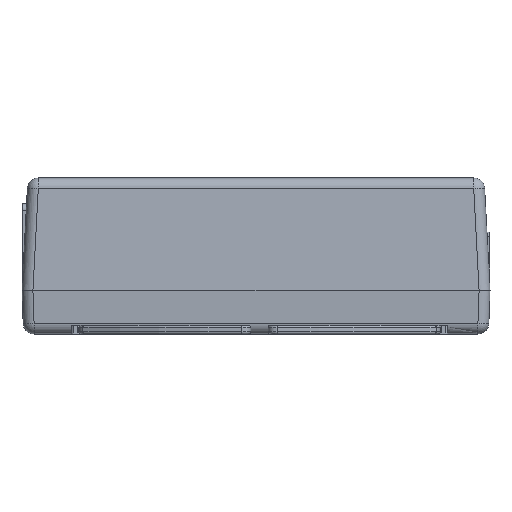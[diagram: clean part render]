
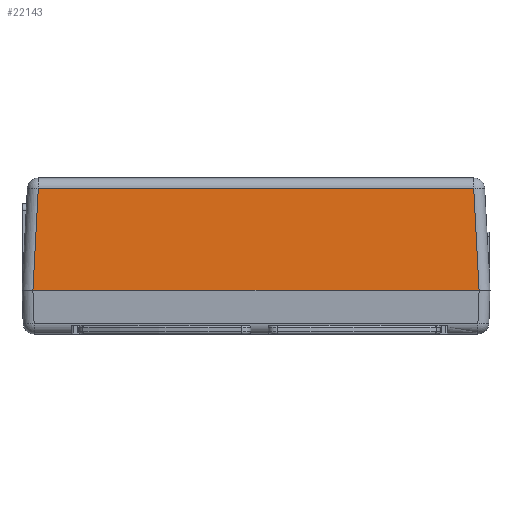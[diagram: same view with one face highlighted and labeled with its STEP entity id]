
A CAD part, front view. The second image highlights one B-rep face of the part: STEP entity #22143.
In plain terms, the highlighted planar face has unit normal (0, -0.999, 0.052).
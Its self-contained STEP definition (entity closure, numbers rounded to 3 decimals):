
#2043=DIRECTION('',(1.,0.,0.));
#2044=VECTOR('',#2043,102.007);
#2045=CARTESIAN_POINT('',(-47.803,-27.5,10.));
#2046=LINE('',#2045,#2044);
#2050=DIRECTION('',(-0.052,-0.052,-0.997));
#2051=VECTOR('',#2050,23.395);
#2052=CARTESIAN_POINT('',(-46.581,-26.277,
33.331));
#2053=LINE('',#2052,#2051);
#2057=DIRECTION('',(1.,0.,0.));
#2058=VECTOR('',#2057,99.561);
#2059=CARTESIAN_POINT('',(-46.581,-26.277,
33.331));
#2060=LINE('',#2059,#2058);
#2064=DIRECTION('',(0.052,-0.052,-0.997));
#2065=VECTOR('',#2064,23.395);
#2066=CARTESIAN_POINT('',(52.981,-26.277,33.331));
#2067=LINE('',#2066,#2065);
#17637=CARTESIAN_POINT('',(-46.581,-26.277,
33.331));
#17638=CARTESIAN_POINT('',(52.981,-26.277,
33.331));
#17639=VERTEX_POINT('',#17637);
#17640=VERTEX_POINT('',#17638);
#20733=CARTESIAN_POINT('',(-47.803,-27.5,10.));
#20734=CARTESIAN_POINT('',(54.203,-27.5,10.));
#20735=VERTEX_POINT('',#20733);
#20736=VERTEX_POINT('',#20734);
#22130=CARTESIAN_POINT('',(-50.3,-27.5,10.));
#22131=DIRECTION('',(0.,-0.999,0.052));
#22132=DIRECTION('',(1.,0.,0.));
#22133=AXIS2_PLACEMENT_3D('',#22130,#22131,#22132);
#22134=PLANE('',#22133);
#22135=ORIENTED_EDGE('',*,*,#21944,.F.);
#22137=ORIENTED_EDGE('',*,*,#22136,.F.);
#22138=ORIENTED_EDGE('',*,*,#22121,.T.);
#22140=ORIENTED_EDGE('',*,*,#22139,.T.);
#22141=EDGE_LOOP('',(#22135,#22137,#22138,#22140));
#22142=FACE_OUTER_BOUND('',#22141,.F.);
#22143=ADVANCED_FACE('',(#22142),#22134,.T.);
#21944=EDGE_CURVE('',#20735,#20736,#2046,.T.);
#22121=EDGE_CURVE('',#17639,#17640,#2060,.T.);
#22136=EDGE_CURVE('',#17639,#20735,#2053,.T.);
#22139=EDGE_CURVE('',#17640,#20736,#2067,.T.);
